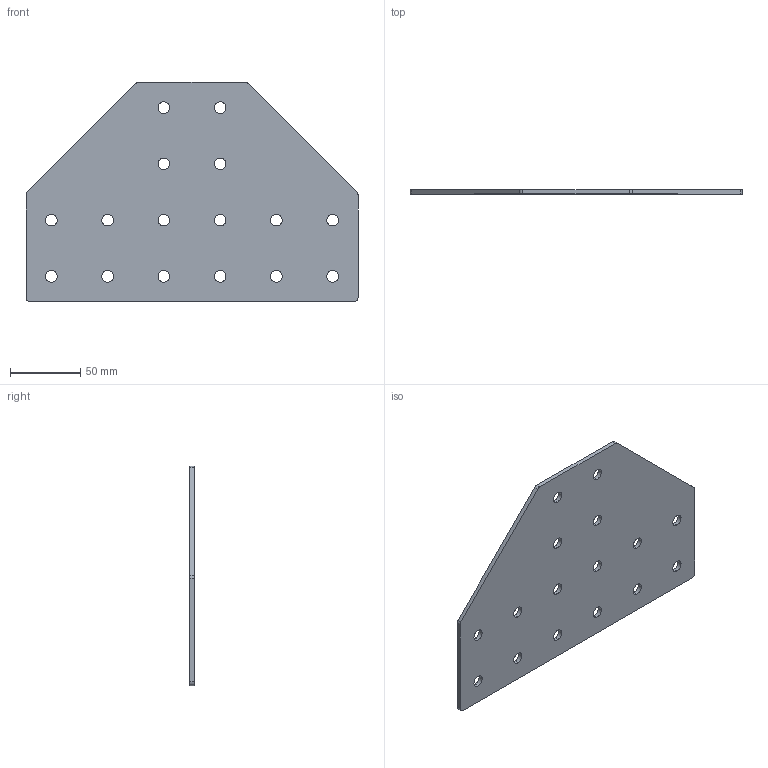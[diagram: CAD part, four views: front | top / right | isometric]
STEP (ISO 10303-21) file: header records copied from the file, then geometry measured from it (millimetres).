
FILE_DESCRIPTION (( 'STEP AP214' ), '1' );
FILE_NAME ('A51 Ò-ñîåäèíèòåëü 160õ240.STEP', '2019-12-06T07:35:21', ( 'Windows User' ), ( '' ), 'SwSTEP 2.0', 'SolidWorks 2019', '' );
FILE_SCHEMA (( 'AUTOMOTIVE_DESIGN' ));
Length unit declared in the file: millimetre
Products named in the file (1): A51 Ò-ñîåäèíèòåëü 160õ240
Bounding box: 236 x 3 x 156 mm (x, y, z)
Volume: 89257.4 mm3; surface area: 62807.2 mm2
Topology: 1 solids, 1 shells, 46 faces, 132 edges, 88 vertices
Faces by surface type: cylinder 38, plane 8
Entity records: 1650 total; most frequent: DIRECTION 302, CARTESIAN_POINT 267, ORIENTED_EDGE 264, EDGE_CURVE 132, AXIS2_PLACEMENT_3D 123, VERTEX_POINT 88, EDGE_LOOP 78, CIRCLE 76
